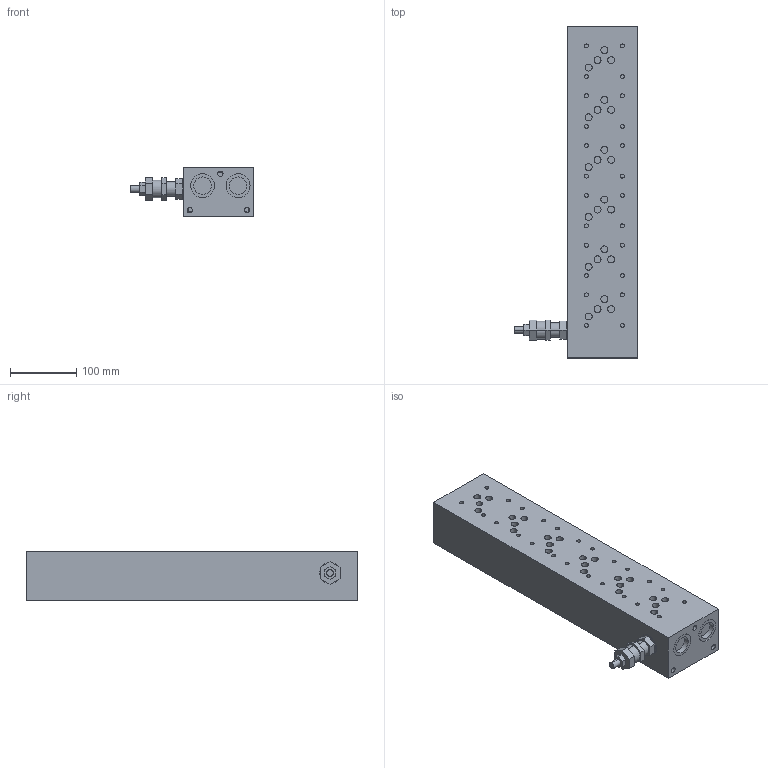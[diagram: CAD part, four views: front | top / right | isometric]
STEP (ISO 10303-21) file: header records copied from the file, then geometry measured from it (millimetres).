
FILE_DESCRIPTION( ( 'STEP AP214' ), '1' );
FILE_NAME( 'tmp0.step', '2010-09-01T13:55:50', ( ' ' ), ( ' ' ), 'XStep 1.0', ' ', ' ' );
FILE_SCHEMA( ( 'automotive_design' ) );
Length unit declared in the file: millimetre
Products named in the file (2): 1; 2
Bounding box: 185 x 500 x 75 mm (x, y, z)
Volume: 3907334.6 mm3; surface area: 229303.5 mm2
Topology: 2 solids, 2 shells, 384 faces, 830 edges, 544 vertices
Faces by surface type: cylinder 219, plane 152, cone 13
Entity records: 20681 total; most frequent: DIRECTION 2019, CARTESIAN_POINT 1902, STYLED_ITEM 1760, PRESENTATION_STYLE_ASSIGNMENT 1760, COLOUR_RGB 1760, ORIENTED_EDGE 1660, EDGE_CURVE 830, AXIS2_PLACEMENT_3D 830
